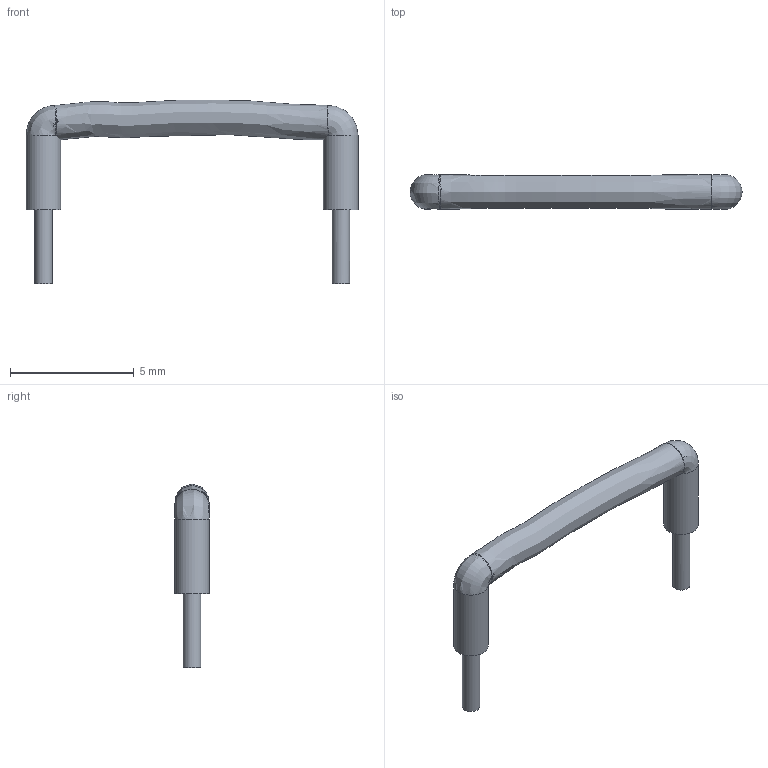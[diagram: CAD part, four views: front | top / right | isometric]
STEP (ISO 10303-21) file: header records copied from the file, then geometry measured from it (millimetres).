
FILE_DESCRIPTION(('FreeCAD Model'),'2;1');
FILE_NAME( 'KiCad/*3d_CAD Models/wire_12mm_Blue.step', '2020-02-08T14:30:15',('kicad StepUp'),('ksu MCAD'), 'Open CASCADE STEP processor 7.2','FreeCAD','Unknown');
FILE_SCHEMA(('CONFIG_CONTROL_DESIGN','SHAPE_APPEARANCE_LAYER_MIM'));
Length unit declared in the file: millimetre
Products named in the file (1): wire_12mm_Blue
Bounding box: 13.39 x 1.4 x 7.41 mm (x, y, z)
Volume: 32.8 mm3; surface area: 111.6 mm2
Topology: 1 solids, 1 shells, 14 faces, 37 edges, 20 vertices
Faces by surface type: plane 5, revolution 4, cylinder 3, extrusion 1, bspline 1
Full cylindrical faces by diameter (mm): 0.7 x2, 1.4 x1
Entity records: 1399 total; most frequent: CARTESIAN_POINT 977, DIRECTION 68, ORIENTED_EDGE 48, AXIS2_PLACEMENT_3D 29, EDGE_CURVE 24, CIRCLE 18, FACE_BOUND 16, EDGE_LOOP 16
